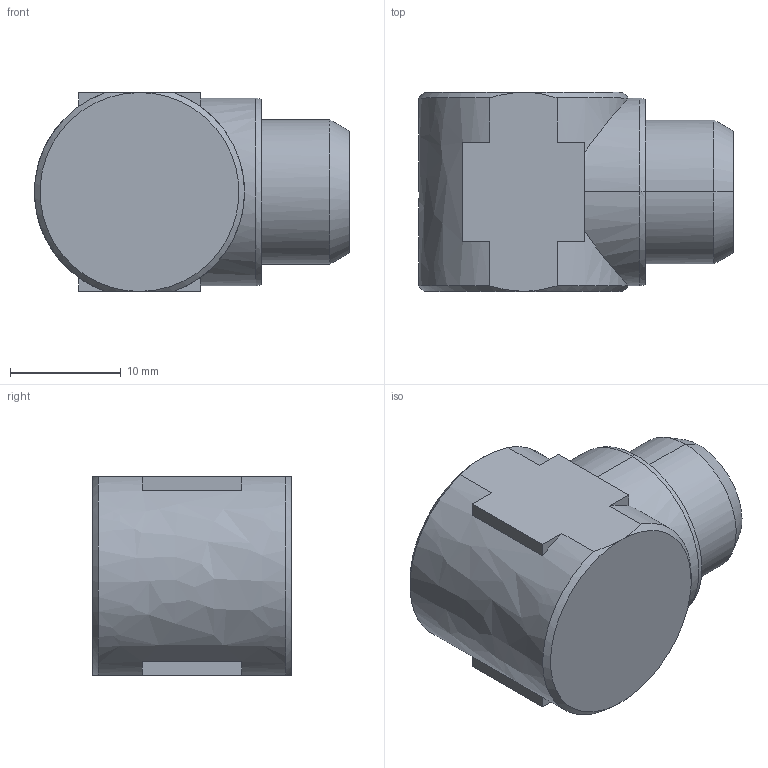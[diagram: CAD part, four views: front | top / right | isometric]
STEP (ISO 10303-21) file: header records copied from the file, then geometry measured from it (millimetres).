
FILE_DESCRIPTION (( 'STEP AP214' ), '1' );
FILE_NAME ('DRF.BL02_L.STEP', '2018-09-05T10:29:04', ( '' ), ( '' ), 'SwSTEP 2.0', 'SolidWorks 2018', '' );
FILE_SCHEMA (( 'AUTOMOTIVE_DESIGN' ));
Length unit declared in the file: millimetre
Products named in the file (1): DRF.BL02_L
Bounding box: 28.5 x 18 x 18 mm (x, y, z)
Volume: 4528.2 mm3; surface area: 2811.3 mm2
Topology: 1 solids, 1 shells, 46 faces, 112 edges, 69 vertices
Faces by surface type: bspline 46
Entity records: 2108 total; most frequent: CARTESIAN_POINT 1425, ORIENTED_EDGE 220, EDGE_CURVE 110, B_SPLINE_CURVE_WITH_KNOTS 76, VERTEX_POINT 69, EDGE_LOOP 51, FACE_OUTER_BOUND 46, ADVANCED_FACE 46
